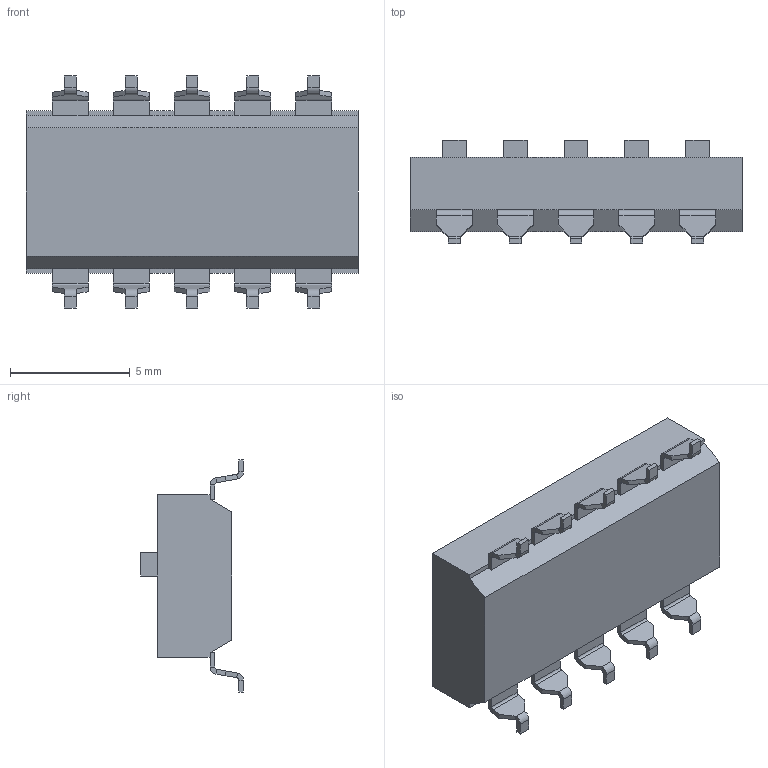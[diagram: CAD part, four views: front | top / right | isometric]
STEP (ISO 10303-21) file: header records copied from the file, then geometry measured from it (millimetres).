
FILE_DESCRIPTION (( 'STEP AP214' ), '1' );
FILE_NAME ('KLS7-KL-05.STEP', '2024-01-31T14:15:14', ( '' ), ( '' ), 'SwSTEP 2.0', 'SolidWorks 2023', '' );
FILE_SCHEMA (( 'AUTOMOTIVE_DESIGN' ));
Length unit declared in the file: millimetre
Products named in the file (1): KLS7-KL-05
Bounding box: 13.86 x 4.3 x 9.69 mm (x, y, z)
Volume: 282.7 mm3; surface area: 421.7 mm2
Topology: 11 solids, 11 shells, 345 faces, 784 edges, 466 vertices
Faces by surface type: plane 305, cylinder 40
Entity records: 13226 total; most frequent: CARTESIAN_POINT 1596, ORIENTED_EDGE 1568, DIRECTION 1556, EDGE_CURVE 784, VECTOR 704, LINE 704, VERTEX_POINT 466, AXIS2_PLACEMENT_3D 426
